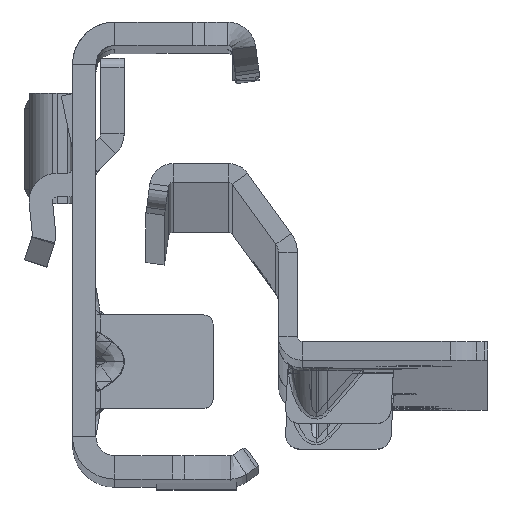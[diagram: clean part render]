
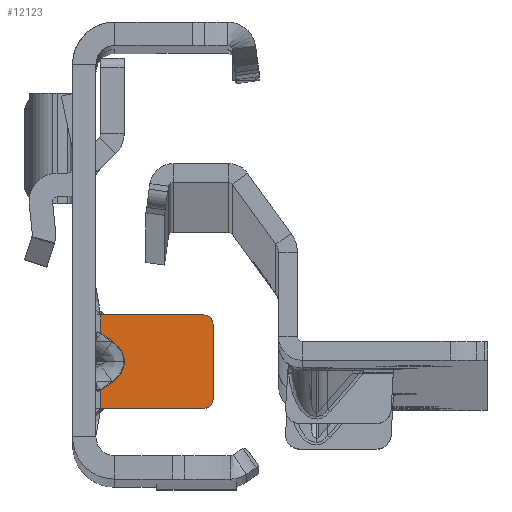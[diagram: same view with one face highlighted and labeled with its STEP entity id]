
A CAD part, top view. The second image highlights one B-rep face of the part: STEP entity #12123.
In plain terms, the highlighted planar face has unit normal (0, 0, 1).
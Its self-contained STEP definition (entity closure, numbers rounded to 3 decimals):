
#51 = CARTESIAN_POINT ( 'NONE',  ( 12.5, -14.6, -491.5 ) ) ;
#101 = CARTESIAN_POINT ( 'NONE',  ( 0.5, 22.3, -491.5 ) ) ;
#322 = VERTEX_POINT ( 'NONE', #10399 ) ;
#368 = EDGE_CURVE ( 'NONE', #7855, #13478, #540, .T. ) ;
#521 = DIRECTION ( 'NONE',  ( 0.816, 0.577, 0. ) ) ;
#540 = CIRCLE ( 'NONE', #11234, 1. ) ;
#582 = VECTOR ( 'NONE', #18469, 1000. ) ;
#1037 = CARTESIAN_POINT ( 'NONE',  ( -1.826, -5.6, -491.5 ) ) ;
#1168 = EDGE_CURVE ( 'NONE', #11574, #10875, #14713, .T. ) ;
#1420 = ORIENTED_EDGE ( 'NONE', *, *, #10878, .T. ) ;
#1431 = CARTESIAN_POINT ( 'NONE',  ( 11.5, -15.6, -491.5 ) ) ;
#1986 = EDGE_CURVE ( 'NONE', #6922, #7855, #13887, .T. ) ;
#2795 = DIRECTION ( 'NONE',  ( 0., -1., 0. ) ) ;
#3293 = CARTESIAN_POINT ( 'NONE',  ( 2.624, -12.179, -491.5 ) ) ;
#3419 = EDGE_CURVE ( 'NONE', #5819, #17299, #11864, .T. ) ;
#3559 = VECTOR ( 'NONE', #5253, 1000. ) ;
#3711 = DIRECTION ( 'NONE',  ( 1., 0., 0. ) ) ;
#3768 = ORIENTED_EDGE ( 'NONE', *, *, #3419, .T. ) ;
#3967 = DIRECTION ( 'NONE',  ( 0., 1., 0. ) ) ;
#4054 = DIRECTION ( 'NONE',  ( 0., 0., -1. ) ) ;
#4082 = CARTESIAN_POINT ( 'NONE',  ( 1.757, -12.792, -491.5 ) ) ;
#4523 = CARTESIAN_POINT ( 'NONE',  ( 0.708, -15.6, -491.5 ) ) ;
#4573 = AXIS2_PLACEMENT_3D ( 'NONE', #14717, #5920, #14524 ) ;
#4592 = DIRECTION ( 'NONE',  ( 1., 0., 0. ) ) ;
#5030 = FACE_OUTER_BOUND ( 'NONE', #13707, .T. ) ;
#5218 = CARTESIAN_POINT ( 'NONE',  ( -7.326, 22.3, -491.5 ) ) ;
#5253 = DIRECTION ( 'NONE',  ( -1., 0., 0. ) ) ;
#5642 = CARTESIAN_POINT ( 'NONE',  ( 0.5, -15.6, -491.5 ) ) ;
#5819 = VERTEX_POINT ( 'NONE', #5642 ) ;
#5920 = DIRECTION ( 'NONE',  ( 0., 0., 1. ) ) ;
#6535 = VECTOR ( 'NONE', #15041, 1000. ) ;
#6847 = AXIS2_PLACEMENT_3D ( 'NONE', #5218, #4054, #3967 ) ;
#6922 = VERTEX_POINT ( 'NONE', #51 ) ;
#7538 = VERTEX_POINT ( 'NONE', #11948 ) ;
#7632 = VERTEX_POINT ( 'NONE', #1431 ) ;
#7855 = VERTEX_POINT ( 'NONE', #15554 ) ;
#8212 = ORIENTED_EDGE ( 'NONE', *, *, #14690, .F. ) ;
#8487 = EDGE_CURVE ( 'NONE', #5819, #10369, #18213, .T. ) ;
#9237 = LINE ( 'NONE', #15332, #6535 ) ;
#9520 = CARTESIAN_POINT ( 'NONE',  ( 12.5, -6.6, -491.5 ) ) ;
#9556 = CARTESIAN_POINT ( 'NONE',  ( 1.757, -8.408, -491.5 ) ) ;
#10356 = CARTESIAN_POINT ( 'NONE',  ( 11.5, -5.6, -491.5 ) ) ;
#10369 = VERTEX_POINT ( 'NONE', #16546 ) ;
#10399 = CARTESIAN_POINT ( 'NONE',  ( 0.5, -5.6, -491.5 ) ) ;
#10449 = LINE ( 'NONE', #101, #11468 ) ;
#10580 = CARTESIAN_POINT ( 'NONE',  ( 0.5, 22.3, -491.5 ) ) ;
#10875 = VERTEX_POINT ( 'NONE', #12685 ) ;
#10878 = EDGE_CURVE ( 'NONE', #17299, #7632, #14204, .T. ) ;
#11229 = VECTOR ( 'NONE', #12881, 1000. ) ;
#11234 = AXIS2_PLACEMENT_3D ( 'NONE', #15971, #15879, #2795 ) ;
#11278 = CARTESIAN_POINT ( 'NONE',  ( 1.367, -8.131, -491.5 ) ) ;
#11303 = CARTESIAN_POINT ( 'NONE',  ( 1.757, -12.792, -491.5 ) ) ;
#11468 = VECTOR ( 'NONE', #13111, 1000. ) ;
#11574 = VERTEX_POINT ( 'NONE', #11303 ) ;
#11696 = ORIENTED_EDGE ( 'NONE', *, *, #16420, .F. ) ;
#11864 = LINE ( 'NONE', #17681, #14364 ) ;
#11948 = CARTESIAN_POINT ( 'NONE',  ( 0.5, -7.519, -491.5 ) ) ;
#12076 = EDGE_CURVE ( 'NONE', #17776, #322, #9237, .T. ) ;
#12102 = DIRECTION ( 'NONE',  ( 0., 1., 0. ) ) ;
#12123 = ADVANCED_FACE ( 'NONE', ( #5030 ), #12750, .F. ) ;
#12451 = ORIENTED_EDGE ( 'NONE', *, *, #1986, .T. ) ;
#12544 = VECTOR ( 'NONE', #12102, 1000. ) ;
#12685 = CARTESIAN_POINT ( 'NONE',  ( 1.757, -8.408, -491.5 ) ) ;
#12750 = PLANE ( 'NONE',  #6847 ) ;
#12758 = VECTOR ( 'NONE', #3711, 1000. ) ;
#12811 = CIRCLE ( 'NONE', #4573, 1. ) ;
#12881 = DIRECTION ( 'NONE',  ( -0.816, 0.577, 0. ) ) ;
#13111 = DIRECTION ( 'NONE',  ( 0., 1., 0. ) ) ;
#13227 = ORIENTED_EDGE ( 'NONE', *, *, #18760, .T. ) ;
#13431 = LINE ( 'NONE', #3293, #14852 ) ;
#13478 = VERTEX_POINT ( 'NONE', #10356 ) ;
#13557 = ORIENTED_EDGE ( 'NONE', *, *, #16029, .F. ) ;
#13707 = EDGE_LOOP ( 'NONE', ( #11696, #18761, #13557, #18002, #3768, #1420, #13227, #12451, #18363, #14411, #17990, #8212 ) ) ;
#13887 = LINE ( 'NONE', #9520, #582 ) ;
#14119 = LINE ( 'NONE', #1037, #3559 ) ;
#14204 = LINE ( 'NONE', #18241, #12758 ) ;
#14364 = VECTOR ( 'NONE', #4592, 1000. ) ;
#14411 = ORIENTED_EDGE ( 'NONE', *, *, #15479, .T. ) ;
#14524 = DIRECTION ( 'NONE',  ( 0., 1., 0. ) ) ;
#14690 = EDGE_CURVE ( 'NONE', #7538, #322, #10449, .T. ) ;
#14713 =( BOUNDED_CURVE ( )  B_SPLINE_CURVE ( 3, ( #4082, #18335, #18605, #9556 ),
 .UNSPECIFIED., .F., .T. ) 
 B_SPLINE_CURVE_WITH_KNOTS ( ( 4, 4 ),
 ( 2.356, 3.927 ),
 .UNSPECIFIED. ) 
 CURVE ( )  GEOMETRIC_REPRESENTATION_ITEM ( )  RATIONAL_B_SPLINE_CURVE ( ( 1., 0.805, 0.805, 1. ) ) 
 REPRESENTATION_ITEM ( '' )  );
#14717 = CARTESIAN_POINT ( 'NONE',  ( 11.5, -14.6, -491.5 ) ) ;
#14852 = VECTOR ( 'NONE', #521, 1000. ) ;
#15041 = DIRECTION ( 'NONE',  ( -1., 0., 0. ) ) ;
#15332 = CARTESIAN_POINT ( 'NONE',  ( -1.826, -5.6, -491.5 ) ) ;
#15479 = EDGE_CURVE ( 'NONE', #13478, #17776, #14119, .T. ) ;
#15554 = CARTESIAN_POINT ( 'NONE',  ( 12.5, -6.6, -491.5 ) ) ;
#15879 = DIRECTION ( 'NONE',  ( 0., 0., 1. ) ) ;
#15971 = CARTESIAN_POINT ( 'NONE',  ( 11.5, -6.6, -491.5 ) ) ;
#16029 = EDGE_CURVE ( 'NONE', #10369, #11574, #13431, .T. ) ;
#16420 = EDGE_CURVE ( 'NONE', #10875, #7538, #18612, .T. ) ;
#16546 = CARTESIAN_POINT ( 'NONE',  ( 0.5, -13.681, -491.5 ) ) ;
#17299 = VERTEX_POINT ( 'NONE', #4523 ) ;
#17681 = CARTESIAN_POINT ( 'NONE',  ( -1.826, -15.6, -491.5 ) ) ;
#17776 = VERTEX_POINT ( 'NONE', #17967 ) ;
#17967 = CARTESIAN_POINT ( 'NONE',  ( 0.708, -5.6, -491.5 ) ) ;
#17990 = ORIENTED_EDGE ( 'NONE', *, *, #12076, .T. ) ;
#18002 = ORIENTED_EDGE ( 'NONE', *, *, #8487, .F. ) ;
#18213 = LINE ( 'NONE', #10580, #12544 ) ;
#18241 = CARTESIAN_POINT ( 'NONE',  ( -1.826, -15.6, -491.5 ) ) ;
#18335 = CARTESIAN_POINT ( 'NONE',  ( 3.573, -11.508, -491.5 ) ) ;
#18363 = ORIENTED_EDGE ( 'NONE', *, *, #368, .T. ) ;
#18469 = DIRECTION ( 'NONE',  ( 0., 1., 0. ) ) ;
#18605 = CARTESIAN_POINT ( 'NONE',  ( 3.573, -9.692, -491.5 ) ) ;
#18612 = LINE ( 'NONE', #11278, #11229 ) ;
#18760 = EDGE_CURVE ( 'NONE', #7632, #6922, #12811, .T. ) ;
#18761 = ORIENTED_EDGE ( 'NONE', *, *, #1168, .F. ) ;
